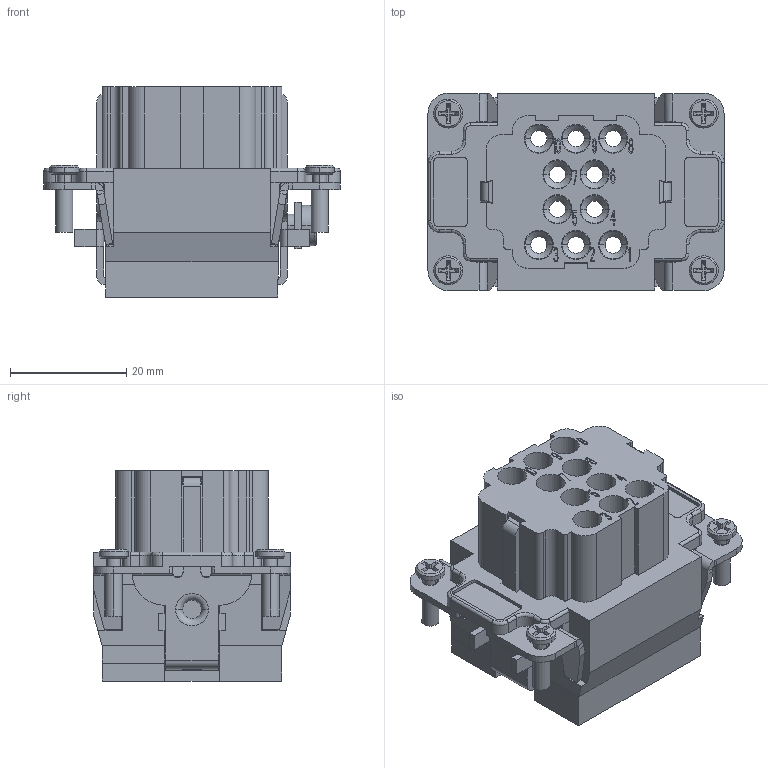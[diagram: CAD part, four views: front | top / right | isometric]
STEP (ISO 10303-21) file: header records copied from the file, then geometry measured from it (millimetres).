
FILE_DESCRIPTION((''),'2;1');
FILE_NAME('HEE-010-FC','2017-08-08T',('tl.yang'),(''),'PRO/ENGINEER BY PARAMETRIC TECHNOLOGY CORPORATION, 2011500','PRO/ENGINEER BY PARAMETRIC TECHNOLOGY CORPORATION, 2011500','');
FILE_SCHEMA(('CONFIG_CONTROL_DESIGN'));
Length unit declared in the file: millimetre
Products named in the file (1): HEE-010-FC
Bounding box: 51 x 34 x 36.2 mm (x, y, z)
Volume: 25566.4 mm3; surface area: 17207.3 mm2
Topology: 1 solids, 5 shells, 1573 faces, 4372 edges, 2879 vertices
Faces by surface type: plane 1242, cylinder 244, cone 36, bspline 32, torus 19
Entity records: 50777 total; most frequent: CARTESIAN_POINT 10117, ORIENTED_EDGE 8744, DIRECTION 7897, EDGE_CURVE 4372, VECTOR 3739, LINE 3739, VERTEX_POINT 2879, AXIS2_PLACEMENT_3D 2079
